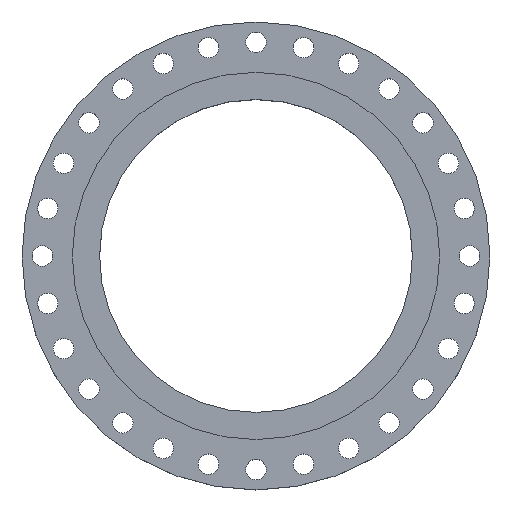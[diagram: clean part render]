
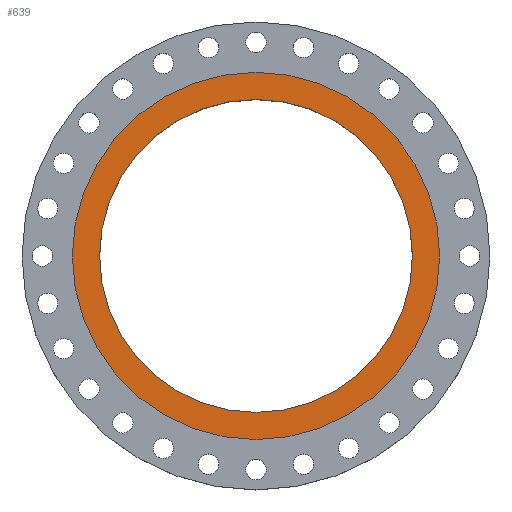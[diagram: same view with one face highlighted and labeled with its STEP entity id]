
A CAD part, top view. The second image highlights one B-rep face of the part: STEP entity #639.
In plain terms, the highlighted planar face has unit normal (0, 0, 1).
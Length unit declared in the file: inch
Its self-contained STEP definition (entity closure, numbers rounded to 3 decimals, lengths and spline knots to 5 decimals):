
#104 = DIRECTION ( 'NONE',  ( 0., 0., 1. ) ) ;
#121 = DIRECTION ( 'NONE',  ( 0., 0., -1. ) ) ;
#129 = CARTESIAN_POINT ( 'NONE',  ( 0., 0., 0. ) ) ;
#140 = DIRECTION ( 'NONE',  ( 1., 0., 0. ) ) ;
#172 = VERTEX_POINT ( 'NONE', #2583 ) ;
#219 = ORIENTED_EDGE ( 'NONE', *, *, #525, .T. ) ;
#272 = ORIENTED_EDGE ( 'NONE', *, *, #2200, .F. ) ;
#368 = AXIS2_PLACEMENT_3D ( 'NONE', #2121, #104, #1950 ) ;
#477 = CIRCLE ( 'NONE', #1936, 14.375 ) ;
#523 = FACE_OUTER_BOUND ( 'NONE', #662, .T. ) ;
#524 = AXIS2_PLACEMENT_3D ( 'NONE', #129, #920, #2164 ) ;
#525 = EDGE_CURVE ( 'NONE', #1556, #1231, #1028, .T. ) ;
#551 = ORIENTED_EDGE ( 'NONE', *, *, #2055, .T. ) ;
#560 = CARTESIAN_POINT ( 'NONE',  ( -14.375, 0., 0. ) ) ;
#630 = DIRECTION ( 'NONE',  ( 0., 0., 1. ) ) ;
#639 = ADVANCED_FACE ( 'NONE', ( #1114, #523 ), #1906, .F. ) ;
#662 = EDGE_LOOP ( 'NONE', ( #551, #219 ) ) ;
#674 = CARTESIAN_POINT ( 'NONE',  ( 16.875, 0., 0. ) ) ;
#751 = DIRECTION ( 'NONE',  ( -1., 0., 0. ) ) ;
#788 = AXIS2_PLACEMENT_3D ( 'NONE', #1529, #121, #751 ) ;
#895 = CIRCLE ( 'NONE', #1366, 14.375 ) ;
#920 = DIRECTION ( 'NONE',  ( 0., 0., 1. ) ) ;
#1027 = CIRCLE ( 'NONE', #524, 16.875 ) ;
#1028 = CIRCLE ( 'NONE', #368, 16.875 ) ;
#1114 = FACE_BOUND ( 'NONE', #2124, .T. ) ;
#1119 = ORIENTED_EDGE ( 'NONE', *, *, #2167, .F. ) ;
#1170 = CARTESIAN_POINT ( 'NONE',  ( 0., 0., 0. ) ) ;
#1231 = VERTEX_POINT ( 'NONE', #674 ) ;
#1366 = AXIS2_PLACEMENT_3D ( 'NONE', #1170, #1752, #140 ) ;
#1529 = CARTESIAN_POINT ( 'NONE',  ( 0., 14.375, 0. ) ) ;
#1556 = VERTEX_POINT ( 'NONE', #1650 ) ;
#1650 = CARTESIAN_POINT ( 'NONE',  ( -16.875, 0., 0. ) ) ;
#1752 = DIRECTION ( 'NONE',  ( 0., 0., 1. ) ) ;
#1906 = PLANE ( 'NONE',  #788 ) ;
#1936 = AXIS2_PLACEMENT_3D ( 'NONE', #2417, #630, #2216 ) ;
#1950 = DIRECTION ( 'NONE',  ( 1., 0., 0. ) ) ;
#2033 = VERTEX_POINT ( 'NONE', #560 ) ;
#2055 = EDGE_CURVE ( 'NONE', #1231, #1556, #1027, .T. ) ;
#2121 = CARTESIAN_POINT ( 'NONE',  ( 0., 0., 0. ) ) ;
#2124 = EDGE_LOOP ( 'NONE', ( #1119, #272 ) ) ;
#2164 = DIRECTION ( 'NONE',  ( 1., 0., 0. ) ) ;
#2167 = EDGE_CURVE ( 'NONE', #172, #2033, #477, .T. ) ;
#2200 = EDGE_CURVE ( 'NONE', #2033, #172, #895, .T. ) ;
#2216 = DIRECTION ( 'NONE',  ( 1., 0., 0. ) ) ;
#2417 = CARTESIAN_POINT ( 'NONE',  ( 0., 0., 0. ) ) ;
#2583 = CARTESIAN_POINT ( 'NONE',  ( 14.375, 0., 0. ) ) ;
